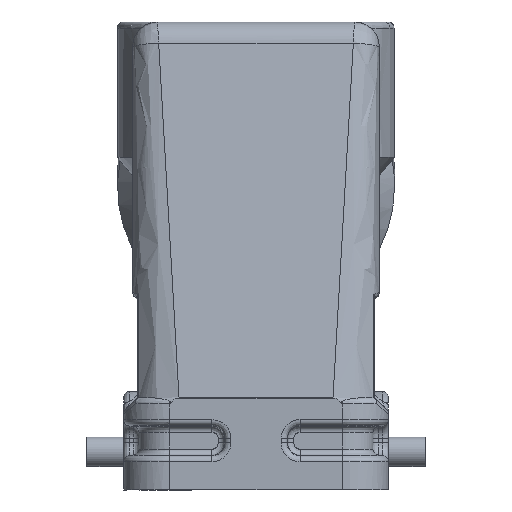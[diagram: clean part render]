
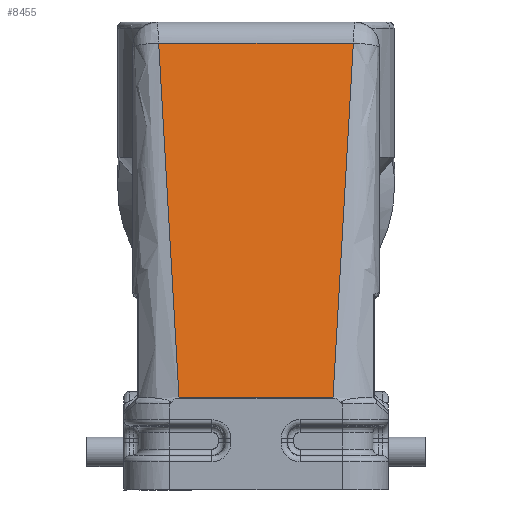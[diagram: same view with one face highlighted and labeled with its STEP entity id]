
A CAD part, left-side view. The second image highlights one B-rep face of the part: STEP entity #8455.
In plain terms, the highlighted planar face has unit normal (-0.99, 0, 0.139).
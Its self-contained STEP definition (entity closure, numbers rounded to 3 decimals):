
#5979=LINE('',#21519,#6758);
#6632=LINE('',#29858,#7477);
#6633=LINE('',#29861,#7478);
#6634=LINE('',#29862,#7479);
#6758=VECTOR('',#18515,1.);
#7477=VECTOR('',#20786,1.);
#7478=VECTOR('',#20787,1.);
#7479=VECTOR('',#20788,1.);
#8455=ADVANCED_FACE('',(#9381),#8796,.T.);
#8796=PLANE('',#18202);
#9381=FACE_OUTER_BOUND('',#10125,.T.);
#10125=EDGE_LOOP('',(#13069,#13070,#13071,#13072));
#13069=ORIENTED_EDGE('',*,*,#16641,.T.);
#13070=ORIENTED_EDGE('',*,*,#16642,.T.);
#13071=ORIENTED_EDGE('',*,*,#15207,.T.);
#13072=ORIENTED_EDGE('',*,*,#16643,.T.);
#14044=VERTEX_POINT('',#21504);
#14047=VERTEX_POINT('',#21518);
#14946=VERTEX_POINT('',#29859);
#14947=VERTEX_POINT('',#29860);
#15207=EDGE_CURVE('',#14044,#14047,#5979,.T.);
#16641=EDGE_CURVE('',#14946,#14947,#6632,.T.);
#16642=EDGE_CURVE('',#14947,#14044,#6633,.T.);
#16643=EDGE_CURVE('',#14047,#14946,#6634,.T.);
#18202=AXIS2_PLACEMENT_3D('',#29863,#20789,#20790);
#18515=DIRECTION('',(0.,1.,0.));
#20786=DIRECTION('',(0.,-1.,0.));
#20787=DIRECTION('',(0.139,-0.057,0.989));
#20788=DIRECTION('',(-0.139,-0.057,-0.989));
#20789=DIRECTION('',(-0.99,0.,0.139));
#20790=DIRECTION('',(-0.139,0.,-0.99));
#21504=CARTESIAN_POINT('',(-51.911,-15.802,72.557));
#21518=CARTESIAN_POINT('',(-51.911,15.802,72.557));
#21519=CARTESIAN_POINT('',(-51.911,-15.802,72.557));
#29858=CARTESIAN_POINT('',(-59.99,12.504,15.069));
#29859=CARTESIAN_POINT('',(-59.99,12.504,15.069));
#29860=CARTESIAN_POINT('',(-59.99,-12.504,15.069));
#29861=CARTESIAN_POINT('',(-59.99,-12.504,15.069));
#29862=CARTESIAN_POINT('',(-51.911,15.802,72.557));
#29863=CARTESIAN_POINT('',(-50.984,16.802,79.149));
